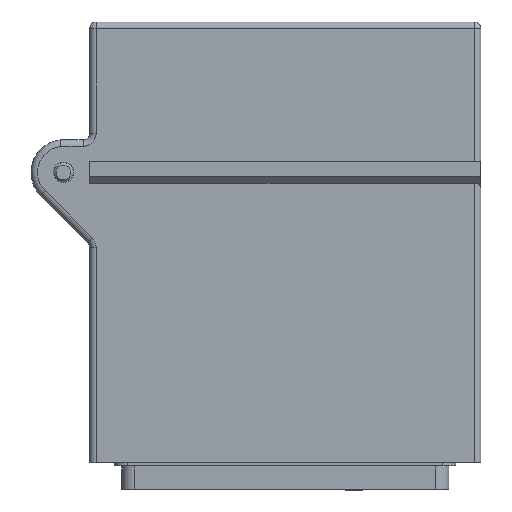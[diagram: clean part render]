
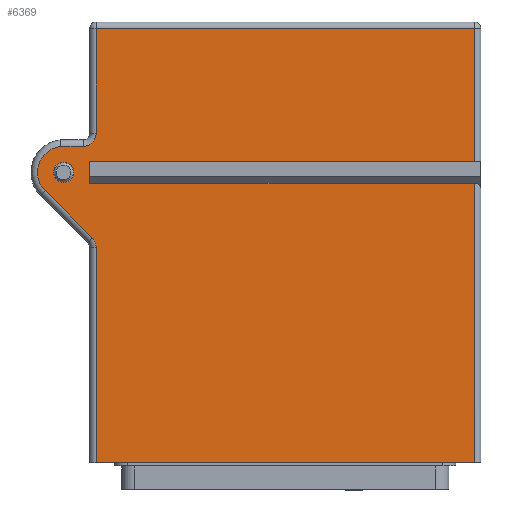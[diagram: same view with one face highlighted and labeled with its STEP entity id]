
A CAD part, front view. The second image highlights one B-rep face of the part: STEP entity #6369.
In plain terms, the highlighted planar face has unit normal (0, -1, 0).
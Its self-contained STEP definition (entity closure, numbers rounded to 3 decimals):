
#311=FACE_BOUND('',#1875,.T.);
#335=PLANE('',#6832);
#439=LINE('',#9254,#891);
#441=LINE('',#9295,#893);
#443=LINE('',#9312,#895);
#446=LINE('',#9319,#898);
#457=LINE('',#9356,#909);
#462=LINE('',#9363,#914);
#475=LINE('',#9406,#927);
#489=LINE('',#9456,#941);
#490=LINE('',#9459,#942);
#491=LINE('',#9461,#943);
#492=LINE('',#9462,#944);
#891=VECTOR('',#7445,10.);
#893=VECTOR('',#7477,10.);
#895=VECTOR('',#7497,10.);
#898=VECTOR('',#7504,10.);
#909=VECTOR('',#7547,10.);
#914=VECTOR('',#7556,10.);
#927=VECTOR('',#7593,10.);
#941=VECTOR('',#7633,10.);
#942=VECTOR('',#7636,10.);
#943=VECTOR('',#7637,10.);
#944=VECTOR('',#7638,10.);
#1498=FACE_OUTER_BOUND('',#1874,.T.);
#1874=EDGE_LOOP('',(#4479,#4480,#4481,#4482,#4483,#4484,#4485,#4486,#4487,
#4488,#4489,#4490,#4491,#4492));
#1875=EDGE_LOOP('',(#4493));
#2238=CIRCLE('',#6759,2.);
#2247=CIRCLE('',#6771,4.);
#2250=CIRCLE('',#6775,2.);
#2280=CIRCLE('',#6833,1.55);
#2671=VERTEX_POINT('',#9245);
#2672=VERTEX_POINT('',#9247);
#2674=VERTEX_POINT('',#9252);
#2681=VERTEX_POINT('',#9269);
#2682=VERTEX_POINT('',#9271);
#2685=VERTEX_POINT('',#9289);
#2686=VERTEX_POINT('',#9291);
#2687=VERTEX_POINT('',#9298);
#2692=VERTEX_POINT('',#9308);
#2693=VERTEX_POINT('',#9315);
#2710=VERTEX_POINT('',#9404);
#2733=VERTEX_POINT('',#9454);
#2734=VERTEX_POINT('',#9458);
#2735=VERTEX_POINT('',#9460);
#2736=VERTEX_POINT('',#9463);
#3324=EDGE_CURVE('',#2671,#2672,#2238,.T.);
#3327=EDGE_CURVE('',#2674,#2671,#439,.T.);
#3335=EDGE_CURVE('',#2681,#2682,#2247,.T.);
#3339=EDGE_CURVE('',#2685,#2686,#2250,.T.);
#3341=EDGE_CURVE('',#2682,#2685,#441,.T.);
#3349=EDGE_CURVE('',#2687,#2692,#443,.T.);
#3353=EDGE_CURVE('',#2692,#2693,#446,.T.);
#3372=EDGE_CURVE('',#2686,#2687,#457,.T.);
#3377=EDGE_CURVE('',#2672,#2681,#462,.T.);
#3395=EDGE_CURVE('',#2710,#2674,#475,.T.);
#3419=EDGE_CURVE('',#2733,#2710,#489,.T.);
#3420=EDGE_CURVE('',#2733,#2734,#490,.T.);
#3421=EDGE_CURVE('',#2735,#2734,#491,.T.);
#3422=EDGE_CURVE('',#2735,#2693,#492,.T.);
#3423=EDGE_CURVE('',#2736,#2736,#2280,.T.);
#4479=ORIENTED_EDGE('',*,*,#3327,.F.);
#4480=ORIENTED_EDGE('',*,*,#3395,.F.);
#4481=ORIENTED_EDGE('',*,*,#3419,.F.);
#4482=ORIENTED_EDGE('',*,*,#3420,.T.);
#4483=ORIENTED_EDGE('',*,*,#3421,.F.);
#4484=ORIENTED_EDGE('',*,*,#3422,.T.);
#4485=ORIENTED_EDGE('',*,*,#3353,.F.);
#4486=ORIENTED_EDGE('',*,*,#3349,.F.);
#4487=ORIENTED_EDGE('',*,*,#3372,.F.);
#4488=ORIENTED_EDGE('',*,*,#3339,.F.);
#4489=ORIENTED_EDGE('',*,*,#3341,.F.);
#4490=ORIENTED_EDGE('',*,*,#3335,.F.);
#4491=ORIENTED_EDGE('',*,*,#3377,.F.);
#4492=ORIENTED_EDGE('',*,*,#3324,.F.);
#4493=ORIENTED_EDGE('',*,*,#3423,.T.);
#6369=ADVANCED_FACE('',(#1498,#311),#335,.T.);
#6759=AXIS2_PLACEMENT_3D('',#9248,#7437,#7438);
#6771=AXIS2_PLACEMENT_3D('',#9272,#7463,#7464);
#6775=AXIS2_PLACEMENT_3D('',#9292,#7471,#7472);
#6832=AXIS2_PLACEMENT_3D('',#9457,#7634,#7635);
#6833=AXIS2_PLACEMENT_3D('',#9464,#7639,#7640);
#7437=DIRECTION('center_axis',(0.,-1.,0.));
#7438=DIRECTION('ref_axis',(0.924,0.,0.383));
#7445=DIRECTION('',(0.,0.,1.));
#7463=DIRECTION('center_axis',(0.,1.,0.));
#7464=DIRECTION('ref_axis',(-0.94,0.,0.341));
#7471=DIRECTION('center_axis',(0.,-1.,0.));
#7472=DIRECTION('ref_axis',(0.707,0.,-0.707));
#7477=DIRECTION('',(1.,0.,0.));
#7497=DIRECTION('',(1.,0.,0.));
#7504=DIRECTION('',(0.,0.,-1.));
#7547=DIRECTION('',(0.,0.,1.));
#7556=DIRECTION('',(-0.707,0.,0.707));
#7593=DIRECTION('',(-1.,0.,0.));
#7633=DIRECTION('',(0.,0.,-1.));
#7634=DIRECTION('center_axis',(0.,-1.,0.));
#7635=DIRECTION('ref_axis',(-1.,0.,0.));
#7636=DIRECTION('',(-1.,0.,0.));
#7637=DIRECTION('',(0.,0.,-1.));
#7638=DIRECTION('',(1.,0.,0.));
#7639=DIRECTION('center_axis',(0.,1.,0.));
#7640=DIRECTION('ref_axis',(1.,0.,0.));
#9245=CARTESIAN_POINT('',(-29.,-19.,33.015));
#9247=CARTESIAN_POINT('',(-29.586,-19.,34.429));
#9248=CARTESIAN_POINT('Origin',(-31.,-19.,33.015));
#9252=CARTESIAN_POINT('',(-29.,-19.,0.));
#9254=CARTESIAN_POINT('',(-29.,-19.,67.564));
#9269=CARTESIAN_POINT('',(-36.828,-19.,41.672));
#9271=CARTESIAN_POINT('',(-34.4,-19.,48.48));
#9272=CARTESIAN_POINT('Origin',(-34.,-19.,44.5));
#9289=CARTESIAN_POINT('',(-31.,-19.,48.48));
#9291=CARTESIAN_POINT('',(-29.,-19.,50.48));
#9292=CARTESIAN_POINT('Origin',(-31.,-19.,50.48));
#9295=CARTESIAN_POINT('',(-2.224,-19.,48.48));
#9298=CARTESIAN_POINT('',(-29.,-19.,66.564));
#9308=CARTESIAN_POINT('',(29.,-19.,66.564));
#9312=CARTESIAN_POINT('',(15.,-19.,66.564));
#9315=CARTESIAN_POINT('',(29.,-19.,46.15));
#9319=CARTESIAN_POINT('',(29.,-19.,67.564));
#9356=CARTESIAN_POINT('',(-29.,-19.,67.564));
#9363=CARTESIAN_POINT('',(-22.827,-19.,27.67));
#9404=CARTESIAN_POINT('',(29.,-19.,0.));
#9406=CARTESIAN_POINT('',(30.,-19.,0.));
#9454=CARTESIAN_POINT('',(29.,-19.,42.85));
#9456=CARTESIAN_POINT('',(29.,-19.,67.564));
#9457=CARTESIAN_POINT('Origin',(30.,-19.,67.564));
#9458=CARTESIAN_POINT('',(-30.,-19.,42.85));
#9459=CARTESIAN_POINT('',(0.,-19.,42.85));
#9460=CARTESIAN_POINT('',(-30.,-19.,46.15));
#9461=CARTESIAN_POINT('',(-30.,-19.,54.509));
#9462=CARTESIAN_POINT('',(30.,-19.,46.15));
#9463=CARTESIAN_POINT('',(-35.55,-19.,44.5));
#9464=CARTESIAN_POINT('Origin',(-34.,-19.,44.5));
